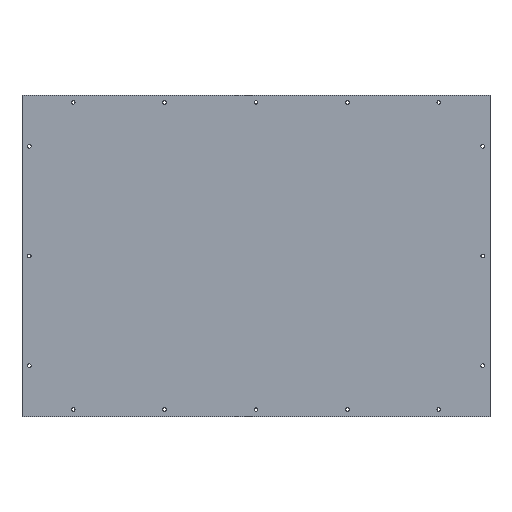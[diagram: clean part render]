
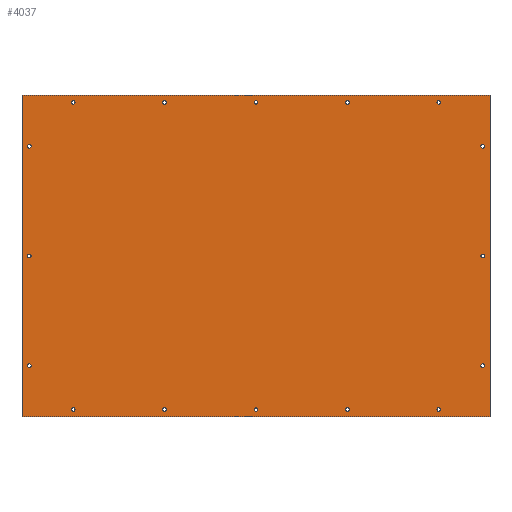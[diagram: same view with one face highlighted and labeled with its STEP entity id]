
A CAD part, top view. The second image highlights one B-rep face of the part: STEP entity #4037.
In plain terms, the highlighted planar face has unit normal (0, 0, 1).
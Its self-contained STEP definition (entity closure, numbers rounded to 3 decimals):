
#353=LINE('',#13216,#671);
#356=LINE('',#13222,#674);
#359=LINE('',#13228,#677);
#362=LINE('',#13232,#680);
#671=VECTOR('',#5491,10.);
#674=VECTOR('',#5496,10.);
#677=VECTOR('',#5501,10.);
#680=VECTOR('',#5506,10.);
#945=FACE_BOUND('',#1534,.T.);
#946=FACE_BOUND('',#1535,.T.);
#947=FACE_BOUND('',#1536,.T.);
#948=FACE_BOUND('',#1537,.T.);
#949=FACE_BOUND('',#1538,.T.);
#950=FACE_BOUND('',#1539,.T.);
#951=FACE_BOUND('',#1540,.T.);
#952=FACE_BOUND('',#1541,.T.);
#953=FACE_BOUND('',#1542,.T.);
#954=FACE_BOUND('',#1543,.T.);
#955=FACE_BOUND('',#1544,.T.);
#956=FACE_BOUND('',#1545,.T.);
#957=FACE_BOUND('',#1546,.T.);
#958=FACE_BOUND('',#1547,.T.);
#959=FACE_BOUND('',#1548,.T.);
#960=FACE_BOUND('',#1549,.T.);
#1192=FACE_OUTER_BOUND('',#1533,.T.);
#1533=EDGE_LOOP('',(#3590,#3591,#3592,#3593));
#1534=EDGE_LOOP('',(#3594));
#1535=EDGE_LOOP('',(#3595));
#1536=EDGE_LOOP('',(#3596));
#1537=EDGE_LOOP('',(#3597));
#1538=EDGE_LOOP('',(#3598));
#1539=EDGE_LOOP('',(#3599));
#1540=EDGE_LOOP('',(#3600));
#1541=EDGE_LOOP('',(#3601));
#1542=EDGE_LOOP('',(#3602));
#1543=EDGE_LOOP('',(#3603));
#1544=EDGE_LOOP('',(#3604));
#1545=EDGE_LOOP('',(#3605));
#1546=EDGE_LOOP('',(#3606));
#1547=EDGE_LOOP('',(#3607));
#1548=EDGE_LOOP('',(#3608));
#1549=EDGE_LOOP('',(#3609));
#1761=CIRCLE('',#4393,2.5);
#1763=CIRCLE('',#4396,2.5);
#1765=CIRCLE('',#4399,2.5);
#1767=CIRCLE('',#4402,2.5);
#1769=CIRCLE('',#4405,2.5);
#1771=CIRCLE('',#4408,2.5);
#1773=CIRCLE('',#4411,2.5);
#1775=CIRCLE('',#4414,2.5);
#1777=CIRCLE('',#4417,2.5);
#1779=CIRCLE('',#4420,2.5);
#1781=CIRCLE('',#4423,2.5);
#1783=CIRCLE('',#4426,2.5);
#1785=CIRCLE('',#4429,2.5);
#1787=CIRCLE('',#4432,2.5);
#1789=CIRCLE('',#4435,2.5);
#1791=CIRCLE('',#4438,2.5);
#2095=VERTEX_POINT('',#13114);
#2097=VERTEX_POINT('',#13120);
#2099=VERTEX_POINT('',#13126);
#2101=VERTEX_POINT('',#13132);
#2103=VERTEX_POINT('',#13138);
#2105=VERTEX_POINT('',#13144);
#2107=VERTEX_POINT('',#13150);
#2109=VERTEX_POINT('',#13156);
#2111=VERTEX_POINT('',#13162);
#2113=VERTEX_POINT('',#13168);
#2115=VERTEX_POINT('',#13174);
#2117=VERTEX_POINT('',#13180);
#2119=VERTEX_POINT('',#13186);
#2121=VERTEX_POINT('',#13192);
#2123=VERTEX_POINT('',#13198);
#2125=VERTEX_POINT('',#13204);
#2129=VERTEX_POINT('',#13213);
#2130=VERTEX_POINT('',#13215);
#2132=VERTEX_POINT('',#13221);
#2134=VERTEX_POINT('',#13227);
#2580=EDGE_CURVE('',#2095,#2095,#1761,.T.);
#2583=EDGE_CURVE('',#2097,#2097,#1763,.T.);
#2586=EDGE_CURVE('',#2099,#2099,#1765,.T.);
#2589=EDGE_CURVE('',#2101,#2101,#1767,.T.);
#2592=EDGE_CURVE('',#2103,#2103,#1769,.T.);
#2595=EDGE_CURVE('',#2105,#2105,#1771,.T.);
#2598=EDGE_CURVE('',#2107,#2107,#1773,.T.);
#2601=EDGE_CURVE('',#2109,#2109,#1775,.T.);
#2604=EDGE_CURVE('',#2111,#2111,#1777,.T.);
#2607=EDGE_CURVE('',#2113,#2113,#1779,.T.);
#2610=EDGE_CURVE('',#2115,#2115,#1781,.T.);
#2613=EDGE_CURVE('',#2117,#2117,#1783,.T.);
#2616=EDGE_CURVE('',#2119,#2119,#1785,.T.);
#2619=EDGE_CURVE('',#2121,#2121,#1787,.T.);
#2622=EDGE_CURVE('',#2123,#2123,#1789,.T.);
#2625=EDGE_CURVE('',#2125,#2125,#1791,.T.);
#2630=EDGE_CURVE('',#2130,#2129,#353,.T.);
#2633=EDGE_CURVE('',#2132,#2130,#356,.T.);
#2636=EDGE_CURVE('',#2134,#2132,#359,.T.);
#2639=EDGE_CURVE('',#2129,#2134,#362,.T.);
#3590=ORIENTED_EDGE('',*,*,#2639,.T.);
#3591=ORIENTED_EDGE('',*,*,#2636,.T.);
#3592=ORIENTED_EDGE('',*,*,#2633,.T.);
#3593=ORIENTED_EDGE('',*,*,#2630,.T.);
#3594=ORIENTED_EDGE('',*,*,#2625,.T.);
#3595=ORIENTED_EDGE('',*,*,#2622,.T.);
#3596=ORIENTED_EDGE('',*,*,#2619,.T.);
#3597=ORIENTED_EDGE('',*,*,#2616,.T.);
#3598=ORIENTED_EDGE('',*,*,#2613,.T.);
#3599=ORIENTED_EDGE('',*,*,#2610,.T.);
#3600=ORIENTED_EDGE('',*,*,#2607,.T.);
#3601=ORIENTED_EDGE('',*,*,#2604,.T.);
#3602=ORIENTED_EDGE('',*,*,#2601,.T.);
#3603=ORIENTED_EDGE('',*,*,#2598,.T.);
#3604=ORIENTED_EDGE('',*,*,#2595,.T.);
#3605=ORIENTED_EDGE('',*,*,#2592,.T.);
#3606=ORIENTED_EDGE('',*,*,#2589,.T.);
#3607=ORIENTED_EDGE('',*,*,#2586,.T.);
#3608=ORIENTED_EDGE('',*,*,#2583,.T.);
#3609=ORIENTED_EDGE('',*,*,#2580,.T.);
#3846=PLANE('',#4444);
#4037=ADVANCED_FACE('',(#1192,#945,#946,#947,#948,#949,#950,#951,#952,#953,
#954,#955,#956,#957,#958,#959,#960),#3846,.T.);
#4393=AXIS2_PLACEMENT_3D('',#13115,#5377,#5378);
#4396=AXIS2_PLACEMENT_3D('',#13121,#5384,#5385);
#4399=AXIS2_PLACEMENT_3D('',#13127,#5391,#5392);
#4402=AXIS2_PLACEMENT_3D('',#13133,#5398,#5399);
#4405=AXIS2_PLACEMENT_3D('',#13139,#5405,#5406);
#4408=AXIS2_PLACEMENT_3D('',#13145,#5412,#5413);
#4411=AXIS2_PLACEMENT_3D('',#13151,#5419,#5420);
#4414=AXIS2_PLACEMENT_3D('',#13157,#5426,#5427);
#4417=AXIS2_PLACEMENT_3D('',#13163,#5433,#5434);
#4420=AXIS2_PLACEMENT_3D('',#13169,#5440,#5441);
#4423=AXIS2_PLACEMENT_3D('',#13175,#5447,#5448);
#4426=AXIS2_PLACEMENT_3D('',#13181,#5454,#5455);
#4429=AXIS2_PLACEMENT_3D('',#13187,#5461,#5462);
#4432=AXIS2_PLACEMENT_3D('',#13193,#5468,#5469);
#4435=AXIS2_PLACEMENT_3D('',#13199,#5475,#5476);
#4438=AXIS2_PLACEMENT_3D('',#13205,#5482,#5483);
#4444=AXIS2_PLACEMENT_3D('',#13233,#5507,#5508);
#5377=DIRECTION('center_axis',(0.,0.,-1.));
#5378=DIRECTION('ref_axis',(-1.,0.,0.));
#5384=DIRECTION('center_axis',(0.,0.,-1.));
#5385=DIRECTION('ref_axis',(-1.,0.,0.));
#5391=DIRECTION('center_axis',(0.,0.,-1.));
#5392=DIRECTION('ref_axis',(-1.,0.,0.));
#5398=DIRECTION('center_axis',(0.,0.,-1.));
#5399=DIRECTION('ref_axis',(-1.,0.,0.));
#5405=DIRECTION('center_axis',(0.,0.,-1.));
#5406=DIRECTION('ref_axis',(-1.,0.,0.));
#5412=DIRECTION('center_axis',(0.,0.,-1.));
#5413=DIRECTION('ref_axis',(-1.,0.,0.));
#5419=DIRECTION('center_axis',(0.,0.,-1.));
#5420=DIRECTION('ref_axis',(-1.,0.,0.));
#5426=DIRECTION('center_axis',(0.,0.,-1.));
#5427=DIRECTION('ref_axis',(-1.,0.,0.));
#5433=DIRECTION('center_axis',(0.,0.,-1.));
#5434=DIRECTION('ref_axis',(-1.,0.,0.));
#5440=DIRECTION('center_axis',(0.,0.,-1.));
#5441=DIRECTION('ref_axis',(-1.,0.,0.));
#5447=DIRECTION('center_axis',(0.,0.,-1.));
#5448=DIRECTION('ref_axis',(-1.,0.,0.));
#5454=DIRECTION('center_axis',(0.,0.,-1.));
#5455=DIRECTION('ref_axis',(-1.,0.,0.));
#5461=DIRECTION('center_axis',(0.,0.,-1.));
#5462=DIRECTION('ref_axis',(-1.,0.,0.));
#5468=DIRECTION('center_axis',(0.,0.,-1.));
#5469=DIRECTION('ref_axis',(-1.,0.,0.));
#5475=DIRECTION('center_axis',(0.,0.,-1.));
#5476=DIRECTION('ref_axis',(-1.,0.,0.));
#5482=DIRECTION('center_axis',(0.,0.,-1.));
#5483=DIRECTION('ref_axis',(-1.,0.,0.));
#5491=DIRECTION('',(1.,0.,0.));
#5496=DIRECTION('',(0.,-1.,0.));
#5501=DIRECTION('',(-1.,0.,0.));
#5506=DIRECTION('',(0.,1.,0.));
#5507=DIRECTION('center_axis',(0.,0.,1.));
#5508=DIRECTION('ref_axis',(1.,0.,0.));
#13114=CARTESIAN_POINT('',(127.5,-210.,13.5));
#13115=CARTESIAN_POINT('Origin',(125.,-210.,13.5));
#13120=CARTESIAN_POINT('',(252.5,-210.,13.5));
#13121=CARTESIAN_POINT('Origin',(250.,-210.,13.5));
#13126=CARTESIAN_POINT('',(2.5,-210.,13.5));
#13127=CARTESIAN_POINT('Origin',(0.,-210.,13.5));
#13132=CARTESIAN_POINT('',(-247.5,210.,13.5));
#13133=CARTESIAN_POINT('Origin',(-250.,210.,13.5));
#13138=CARTESIAN_POINT('',(312.5,150.,13.5));
#13139=CARTESIAN_POINT('Origin',(310.,150.,13.5));
#13144=CARTESIAN_POINT('',(-307.5,150.,13.5));
#13145=CARTESIAN_POINT('Origin',(-310.,150.,13.5));
#13150=CARTESIAN_POINT('',(127.5,210.,13.5));
#13151=CARTESIAN_POINT('Origin',(125.,210.,13.5));
#13156=CARTESIAN_POINT('',(2.5,210.,13.5));
#13157=CARTESIAN_POINT('Origin',(0.,210.,13.5));
#13162=CARTESIAN_POINT('',(252.5,210.,13.5));
#13163=CARTESIAN_POINT('Origin',(250.,210.,13.5));
#13168=CARTESIAN_POINT('',(-122.5,210.,13.5));
#13169=CARTESIAN_POINT('Origin',(-125.,210.,13.5));
#13174=CARTESIAN_POINT('',(-247.5,-210.,13.5));
#13175=CARTESIAN_POINT('Origin',(-250.,-210.,13.5));
#13180=CARTESIAN_POINT('',(-122.5,-210.,13.5));
#13181=CARTESIAN_POINT('Origin',(-125.,-210.,13.5));
#13186=CARTESIAN_POINT('',(-307.5,0.,13.5));
#13187=CARTESIAN_POINT('Origin',(-310.,0.,13.5));
#13192=CARTESIAN_POINT('',(-307.5,-150.,13.5));
#13193=CARTESIAN_POINT('Origin',(-310.,-150.,13.5));
#13198=CARTESIAN_POINT('',(312.5,-150.,13.5));
#13199=CARTESIAN_POINT('Origin',(310.,-150.,13.5));
#13204=CARTESIAN_POINT('',(312.5,0.,13.5));
#13205=CARTESIAN_POINT('Origin',(310.,0.,13.5));
#13213=CARTESIAN_POINT('',(320.,-220.,13.5));
#13215=CARTESIAN_POINT('',(-320.,-220.,13.5));
#13216=CARTESIAN_POINT('',(-160.,-220.,13.5));
#13221=CARTESIAN_POINT('',(-320.,220.,13.5));
#13222=CARTESIAN_POINT('',(-320.,110.,13.5));
#13227=CARTESIAN_POINT('',(320.,220.,13.5));
#13228=CARTESIAN_POINT('',(160.,220.,13.5));
#13232=CARTESIAN_POINT('',(320.,-110.,13.5));
#13233=CARTESIAN_POINT('Origin',(0.,0.,13.5));
